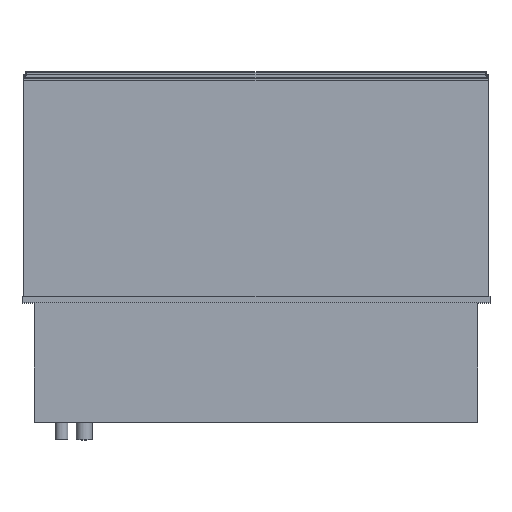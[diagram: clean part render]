
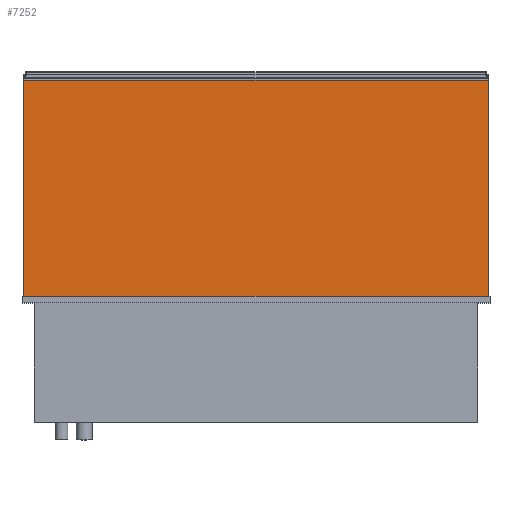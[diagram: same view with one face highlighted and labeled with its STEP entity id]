
A CAD part, top view. The second image highlights one B-rep face of the part: STEP entity #7252.
In plain terms, the highlighted planar face has unit normal (0, 0, 1).
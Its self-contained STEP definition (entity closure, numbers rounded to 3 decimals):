
#622=FACE_OUTER_BOUND('',#1049,.T.);
#1049=EDGE_LOOP('',(#6450,#6451,#6452,#6453));
#1926=LINE('',#11658,#2835);
#1937=LINE('',#11681,#2846);
#1958=LINE('',#11721,#2867);
#1959=LINE('',#11723,#2868);
#2835=VECTOR('',#9617,10.);
#2846=VECTOR('',#9632,10.);
#2867=VECTOR('',#9671,10.);
#2868=VECTOR('',#9674,10.);
#3501=VERTEX_POINT('',#11655);
#3502=VERTEX_POINT('',#11657);
#3512=VERTEX_POINT('',#11679);
#3522=VERTEX_POINT('',#11719);
#4470=EDGE_CURVE('',#3501,#3502,#1926,.T.);
#4481=EDGE_CURVE('',#3512,#3501,#1937,.T.);
#4502=EDGE_CURVE('',#3522,#3502,#1958,.T.);
#4503=EDGE_CURVE('',#3512,#3522,#1959,.T.);
#6450=ORIENTED_EDGE('',*,*,#4503,.T.);
#6451=ORIENTED_EDGE('',*,*,#4502,.T.);
#6452=ORIENTED_EDGE('',*,*,#4470,.F.);
#6453=ORIENTED_EDGE('',*,*,#4481,.F.);
#6840=PLANE('',#7796);
#7252=ADVANCED_FACE('',(#622),#6840,.T.);
#7796=AXIS2_PLACEMENT_3D('',#11722,#9672,#9673);
#9617=DIRECTION('',(1.,0.,0.));
#9632=DIRECTION('',(0.,1.,0.));
#9671=DIRECTION('',(0.,1.,0.));
#9672=DIRECTION('center_axis',(0.,0.,1.));
#9673=DIRECTION('ref_axis',(1.,0.,0.));
#9674=DIRECTION('',(1.,0.,0.));
#11655=CARTESIAN_POINT('',(-720.,690.,347.5));
#11657=CARTESIAN_POINT('',(720.,690.,347.5));
#11658=CARTESIAN_POINT('',(-720.,690.,347.5));
#11679=CARTESIAN_POINT('',(-720.,20.,347.5));
#11681=CARTESIAN_POINT('',(-720.,20.,347.5));
#11719=CARTESIAN_POINT('',(720.,20.,347.5));
#11721=CARTESIAN_POINT('',(720.,20.,347.5));
#11722=CARTESIAN_POINT('Origin',(-720.,20.,347.5));
#11723=CARTESIAN_POINT('',(-720.,20.,347.5));
